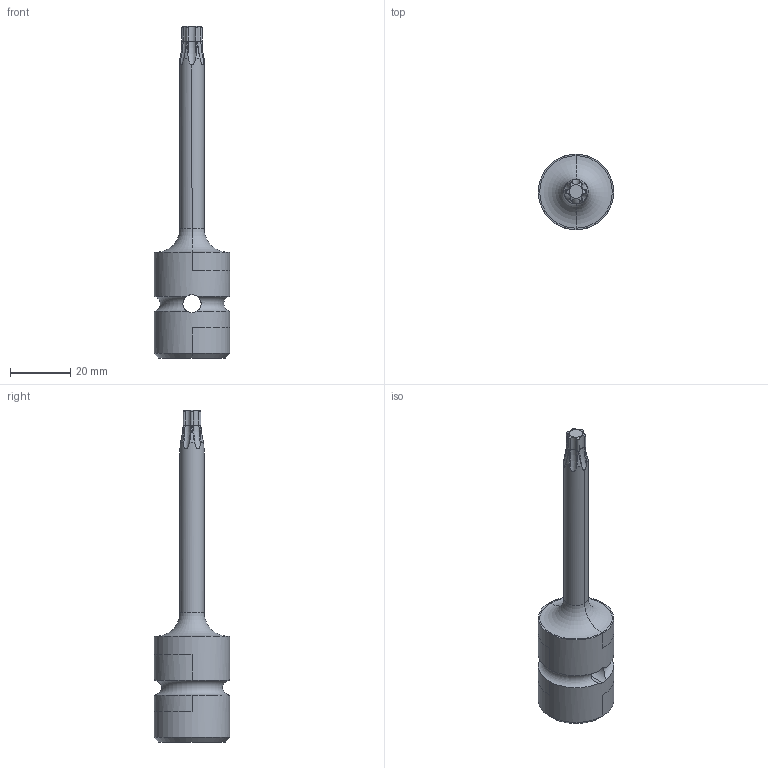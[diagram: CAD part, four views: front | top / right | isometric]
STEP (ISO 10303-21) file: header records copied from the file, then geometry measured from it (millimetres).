
FILE_DESCRIPTION((''),'2;1');
FILE_NAME('4027133040','2023-08-22T11:19:12',('A00565553'),(''),'CREO PARAMETRIC BY PTC INC, 2022414','CREO PARAMETRIC BY PTC INC, 2022414','');
FILE_SCHEMA(('CONFIG_CONTROL_DESIGN','GEOMETRIC_VALIDATION_PROPERTIES_MIM'));
Length unit declared in the file: millimetre
Products named in the file (1): 4027133040
Bounding box: 25 x 25 x 110 mm (x, y, z)
Volume: 14989.1 mm3; surface area: 6881.8 mm2
Topology: 1 solids, 1 shells, 80 faces, 214 edges, 136 vertices
Faces by surface type: cylinder 34, torus 30, cone 8, plane 8
Entity records: 3169 total; most frequent: CARTESIAN_POINT 1138, ORIENTED_EDGE 428, DIRECTION 376, EDGE_CURVE 214, AXIS2_PLACEMENT_3D 164, VERTEX_POINT 136, EDGE_LOOP 84, CIRCLE 84
